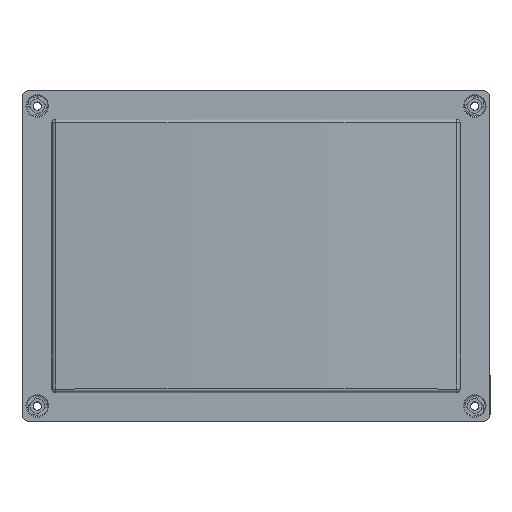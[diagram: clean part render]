
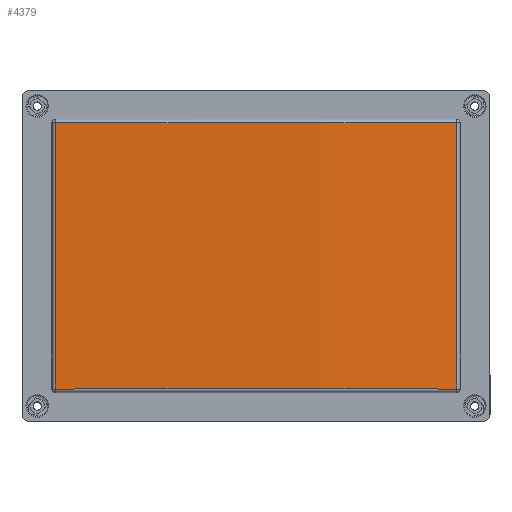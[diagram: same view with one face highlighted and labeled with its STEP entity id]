
A CAD part, top view. The second image highlights one B-rep face of the part: STEP entity #4379.
In plain terms, the highlighted cylindrical face has radius 1545.09 mm (diameter 3090.17 mm), a partial arc.
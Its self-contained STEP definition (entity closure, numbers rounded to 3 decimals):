
#77 = EDGE_CURVE ( 'NONE', #6043, #790, #1046, .T. ) ;
#263 = CARTESIAN_POINT ( 'NONE',  ( 316.119, 74.55, 91.126 ) ) ;
#435 = EDGE_CURVE ( 'NONE', #6043, #2297, #7897, .T. ) ;
#651 = CYLINDRICAL_SURFACE ( 'NONE', #724, 1545.086 ) ;
#684 = EDGE_CURVE ( 'NONE', #7303, #790, #7598, .T. ) ;
#724 = AXIS2_PLACEMENT_3D ( 'NONE', #3486, #6360, #1297 ) ;
#748 = CARTESIAN_POINT ( 'NONE',  ( 316.119, 72.55, 91.126 ) ) ;
#790 = VERTEX_POINT ( 'NONE', #1806 ) ;
#814 = ORIENTED_EDGE ( 'NONE', *, *, #77, .F. ) ;
#1046 = LINE ( 'NONE', #3878, #6560 ) ;
#1168 = DIRECTION ( 'NONE',  ( 0., -1., 0. ) ) ;
#1297 = DIRECTION ( 'NONE',  ( 0., 0., 1. ) ) ;
#1611 = LINE ( 'NONE', #263, #5701 ) ;
#1634 = EDGE_CURVE ( 'NONE', #2297, #7303, #1611, .T. ) ;
#1806 = CARTESIAN_POINT ( 'NONE',  ( 534.805, -72.55, 91.126 ) ) ;
#2030 = EDGE_LOOP ( 'NONE', ( #9090, #6446, #814, #4212 ) ) ;
#2297 = VERTEX_POINT ( 'NONE', #748 ) ;
#2723 = AXIS2_PLACEMENT_3D ( 'NONE', #3633, #3675, #2937 ) ;
#2937 = DIRECTION ( 'NONE',  ( 0., 0., -1. ) ) ;
#3486 = CARTESIAN_POINT ( 'NONE',  ( 425.462, 74.55, -1450.086 ) ) ;
#3633 = CARTESIAN_POINT ( 'NONE',  ( 425.462, -72.55, -1450.086 ) ) ;
#3675 = DIRECTION ( 'NONE',  ( 0., 1., 0. ) ) ;
#3878 = CARTESIAN_POINT ( 'NONE',  ( 534.805, 74.55, 91.126 ) ) ;
#4212 = ORIENTED_EDGE ( 'NONE', *, *, #435, .T. ) ;
#4379 = ADVANCED_FACE ( 'NONE', ( #8437 ), #651, .T. ) ;
#4447 = DIRECTION ( 'NONE',  ( 0., -1., 0. ) ) ;
#5218 = DIRECTION ( 'NONE',  ( 0., 0., -1. ) ) ;
#5701 = VECTOR ( 'NONE', #4447, 1000. ) ;
#5926 = CARTESIAN_POINT ( 'NONE',  ( 534.805, 72.55, 91.126 ) ) ;
#6043 = VERTEX_POINT ( 'NONE', #5926 ) ;
#6360 = DIRECTION ( 'NONE',  ( 0., -1., 0. ) ) ;
#6446 = ORIENTED_EDGE ( 'NONE', *, *, #684, .T. ) ;
#6560 = VECTOR ( 'NONE', #6702, 1000. ) ;
#6578 = CARTESIAN_POINT ( 'NONE',  ( 316.119, -72.55, 91.126 ) ) ;
#6702 = DIRECTION ( 'NONE',  ( 0., -1., 0. ) ) ;
#7303 = VERTEX_POINT ( 'NONE', #6578 ) ;
#7515 = CARTESIAN_POINT ( 'NONE',  ( 425.462, 72.55, -1450.086 ) ) ;
#7598 = CIRCLE ( 'NONE', #2723, 1545.086 ) ;
#7897 = CIRCLE ( 'NONE', #8478, 1545.086 ) ;
#8437 = FACE_OUTER_BOUND ( 'NONE', #2030, .T. ) ;
#8478 = AXIS2_PLACEMENT_3D ( 'NONE', #7515, #1168, #5218 ) ;
#9090 = ORIENTED_EDGE ( 'NONE', *, *, #1634, .T. ) ;
